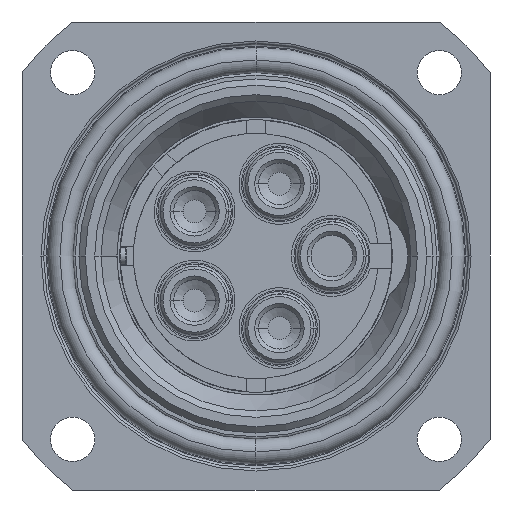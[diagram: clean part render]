
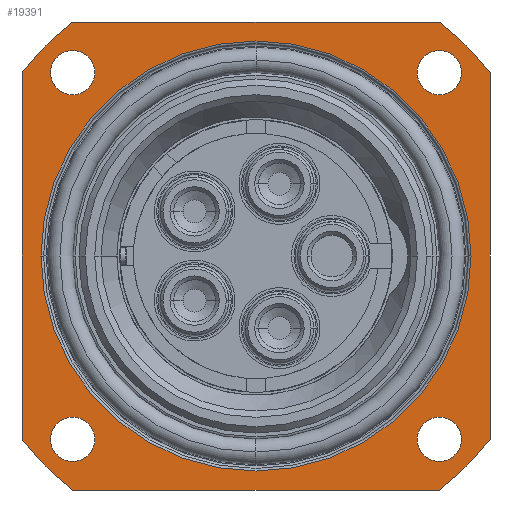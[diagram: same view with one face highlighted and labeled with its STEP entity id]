
A CAD part, left-side view. The second image highlights one B-rep face of the part: STEP entity #19391.
In plain terms, the highlighted planar face has unit normal (-1, 0, 0).
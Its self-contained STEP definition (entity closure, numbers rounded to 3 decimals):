
#986=CARTESIAN_POINT('',(-2.5,0.,0.));
#987=DIRECTION('',(1.,0.,0.));
#988=DIRECTION('',(0.,1.,0.));
#989=AXIS2_PLACEMENT_3D('',#986,#987,#988);
#1001=DIRECTION('',(0.,0.,-1.));
#1002=VECTOR('',#1001,28.983);
#1003=CARTESIAN_POINT('',(-2.5,18.5,14.491));
#1004=LINE('1823',#1003,#1002);
#1005=CARTESIAN_POINT('',(-2.5,0.,0.));
#1006=DIRECTION('',(1.,0.,0.));
#1007=DIRECTION('',(0.,0.787,0.617));
#1008=AXIS2_PLACEMENT_3D('',#1005,#1006,#1007);
#1010=DIRECTION('',(0.,1.,0.));
#1011=VECTOR('',#1010,28.983);
#1012=CARTESIAN_POINT('',(-2.5,-14.491,18.5));
#1013=LINE('1826',#1012,#1011);
#1014=CARTESIAN_POINT('',(-2.5,0.,0.));
#1015=DIRECTION('',(1.,0.,0.));
#1016=DIRECTION('',(0.,-0.617,0.787));
#1017=AXIS2_PLACEMENT_3D('',#1014,#1015,#1016);
#1019=DIRECTION('',(0.,0.,1.));
#1020=VECTOR('',#1019,28.983);
#1021=CARTESIAN_POINT('',(-2.5,-18.5,-14.491));
#1022=LINE('1825',#1021,#1020);
#1023=CARTESIAN_POINT('',(-2.5,0.,0.));
#1024=DIRECTION('',(-1.,0.,0.));
#1025=DIRECTION('',(0.,-0.617,-0.787));
#1026=AXIS2_PLACEMENT_3D('',#1023,#1024,#1025);
#1028=DIRECTION('',(0.,-1.,0.));
#1029=VECTOR('',#1028,28.983);
#1030=CARTESIAN_POINT('',(-2.5,14.491,-18.5));
#1031=LINE('1824',#1030,#1029);
#1032=CARTESIAN_POINT('',(-2.5,0.,0.));
#1033=DIRECTION('',(-1.,0.,0.));
#1034=DIRECTION('',(0.,0.787,-0.617));
#1035=AXIS2_PLACEMENT_3D('',#1032,#1033,#1034);
#1037=CARTESIAN_POINT('',(-2.5,14.496,-14.496));
#1038=DIRECTION('',(-1.,0.,0.));
#1039=DIRECTION('',(0.,-1.,0.));
#1040=AXIS2_PLACEMENT_3D('',#1037,#1038,#1039);
#1042=CARTESIAN_POINT('',(-2.5,14.496,-14.496));
#1043=DIRECTION('',(-1.,0.,0.));
#1044=DIRECTION('',(0.,1.,0.));
#1045=AXIS2_PLACEMENT_3D('',#1042,#1043,#1044);
#1047=CARTESIAN_POINT('',(-2.5,14.496,14.496));
#1048=DIRECTION('',(-1.,0.,0.));
#1049=DIRECTION('',(0.,-1.,0.));
#1050=AXIS2_PLACEMENT_3D('',#1047,#1048,#1049);
#1052=CARTESIAN_POINT('',(-2.5,14.496,14.496));
#1053=DIRECTION('',(-1.,0.,0.));
#1054=DIRECTION('',(0.,1.,0.));
#1055=AXIS2_PLACEMENT_3D('',#1052,#1053,#1054);
#1057=CARTESIAN_POINT('',(-2.5,-14.496,14.496));
#1058=DIRECTION('',(-1.,0.,0.));
#1059=DIRECTION('',(0.,-1.,0.));
#1060=AXIS2_PLACEMENT_3D('',#1057,#1058,#1059);
#1062=CARTESIAN_POINT('',(-2.5,-14.496,14.496));
#1063=DIRECTION('',(-1.,0.,0.));
#1064=DIRECTION('',(0.,1.,0.));
#1065=AXIS2_PLACEMENT_3D('',#1062,#1063,#1064);
#1067=CARTESIAN_POINT('',(-2.5,-14.496,-14.496));
#1068=DIRECTION('',(-1.,0.,0.));
#1069=DIRECTION('',(0.,-1.,0.));
#1070=AXIS2_PLACEMENT_3D('',#1067,#1068,#1069);
#1072=CARTESIAN_POINT('',(-2.5,-14.496,-14.496));
#1073=DIRECTION('',(-1.,0.,0.));
#1074=DIRECTION('',(0.,1.,0.));
#1075=AXIS2_PLACEMENT_3D('',#1072,#1073,#1074);
#12707=CARTESIAN_POINT('',(-2.5,0.,0.));
#12708=DIRECTION('',(1.,0.,0.));
#12709=DIRECTION('',(0.,-1.,0.));
#12710=AXIS2_PLACEMENT_3D('',#12707,#12708,#12709);
#15278=CARTESIAN_POINT('',(-2.5,18.5,14.491));
#15279=VERTEX_POINT('',#15278);
#15280=CARTESIAN_POINT('',(-2.5,-18.5,14.491));
#15281=VERTEX_POINT('',#15280);
#15282=CARTESIAN_POINT('',(-2.5,14.491,18.5));
#15283=VERTEX_POINT('',#15282);
#15284=CARTESIAN_POINT('',(-2.5,-14.491,18.5));
#15285=VERTEX_POINT('',#15284);
#15286=CARTESIAN_POINT('',(-2.5,18.5,-14.491));
#15287=VERTEX_POINT('',#15286);
#15288=CARTESIAN_POINT('',(-2.5,14.491,-18.5));
#15289=CARTESIAN_POINT('',(-2.5,-14.491,-18.5));
#15290=VERTEX_POINT('',#15288);
#15291=VERTEX_POINT('',#15289);
#15292=CARTESIAN_POINT('',(-2.5,-18.5,-14.491));
#15293=VERTEX_POINT('',#15292);
#15298=CARTESIAN_POINT('',(-2.5,12.746,-14.496));
#15299=CARTESIAN_POINT('',(-2.5,16.246,-14.496));
#15300=VERTEX_POINT('',#15298);
#15301=VERTEX_POINT('',#15299);
#15306=CARTESIAN_POINT('',(-2.5,12.746,14.496));
#15307=CARTESIAN_POINT('',(-2.5,16.246,14.496));
#15308=VERTEX_POINT('',#15306);
#15309=VERTEX_POINT('',#15307);
#15314=CARTESIAN_POINT('',(-2.5,-16.246,14.496));
#15315=CARTESIAN_POINT('',(-2.5,-12.746,14.496));
#15316=VERTEX_POINT('',#15314);
#15317=VERTEX_POINT('',#15315);
#15322=CARTESIAN_POINT('',(-2.5,-16.246,-14.496));
#15323=CARTESIAN_POINT('',(-2.5,-12.746,-14.496));
#15324=VERTEX_POINT('',#15322);
#15325=VERTEX_POINT('',#15323);
#15350=CARTESIAN_POINT('',(-2.5,17.,0.));
#15351=CARTESIAN_POINT('',(-2.5,-17.,0.));
#15352=VERTEX_POINT('',#15350);
#15353=VERTEX_POINT('',#15351);
#19339=CARTESIAN_POINT('',(-2.5,0.,0.));
#19340=DIRECTION('',(1.,0.,0.));
#19341=DIRECTION('',(0.,-1.,0.));
#19342=AXIS2_PLACEMENT_3D('',#19339,#19340,#19341);
#19343=PLANE('323',#19342);
#19345=ORIENTED_EDGE('1823',*,*,#19344,.F.);
#19347=ORIENTED_EDGE('1833',*,*,#19346,.T.);
#19349=ORIENTED_EDGE('1826',*,*,#19348,.F.);
#19351=ORIENTED_EDGE('1834',*,*,#19350,.T.);
#19353=ORIENTED_EDGE('1825',*,*,#19352,.F.);
#19355=ORIENTED_EDGE('1838',*,*,#19354,.F.);
#19357=ORIENTED_EDGE('1824',*,*,#19356,.F.);
#19359=ORIENTED_EDGE('1837',*,*,#19358,.F.);
#19360=EDGE_LOOP('323',(#19345,#19347,#19349,#19351,#19353,#19355,#19357,
#19359));
#19361=FACE_OUTER_BOUND('323',#19360,.F.);
#19363=ORIENTED_EDGE('1841',*,*,#19362,.T.);
#19365=ORIENTED_EDGE('1842',*,*,#19364,.T.);
#19366=EDGE_LOOP('323',(#19363,#19365));
#19367=FACE_BOUND('323',#19366,.F.);
#19369=ORIENTED_EDGE('1847',*,*,#19368,.T.);
#19371=ORIENTED_EDGE('1848',*,*,#19370,.T.);
#19372=EDGE_LOOP('323',(#19369,#19371));
#19373=FACE_BOUND('323',#19372,.F.);
#19375=ORIENTED_EDGE('1853',*,*,#19374,.T.);
#19377=ORIENTED_EDGE('1854',*,*,#19376,.T.);
#19378=EDGE_LOOP('323',(#19375,#19377));
#19379=FACE_BOUND('323',#19378,.F.);
#19381=ORIENTED_EDGE('1859',*,*,#19380,.T.);
#19383=ORIENTED_EDGE('1860',*,*,#19382,.T.);
#19384=EDGE_LOOP('323',(#19381,#19383));
#19385=FACE_BOUND('323',#19384,.F.);
#19386=ORIENTED_EDGE('1879',*,*,#19322,.F.);
#19388=ORIENTED_EDGE('1881',*,*,#19387,.F.);
#19389=EDGE_LOOP('323',(#19386,#19388));
#19390=FACE_BOUND('323',#19389,.F.);
#990=CIRCLE('1879',#989,17.);
#1009=CIRCLE('1833',#1008,23.5);
#1018=CIRCLE('1834',#1017,23.5);
#1027=CIRCLE('1838',#1026,23.5);
#1036=CIRCLE('1837',#1035,23.5);
#1041=CIRCLE('1841',#1040,1.75);
#1046=CIRCLE('1842',#1045,1.75);
#1051=CIRCLE('1847',#1050,1.75);
#1056=CIRCLE('1848',#1055,1.75);
#1061=CIRCLE('1853',#1060,1.75);
#1066=CIRCLE('1854',#1065,1.75);
#1071=CIRCLE('1859',#1070,1.75);
#1076=CIRCLE('1860',#1075,1.75);
#12711=CIRCLE('1881',#12710,17.);
#19322=EDGE_CURVE('1879',#15352,#15353,#990,.T.);
#19344=EDGE_CURVE('1823',#15279,#15287,#1004,.T.);
#19346=EDGE_CURVE('1833',#15279,#15283,#1009,.T.);
#19348=EDGE_CURVE('1826',#15285,#15283,#1013,.T.);
#19350=EDGE_CURVE('1834',#15285,#15281,#1018,.T.);
#19352=EDGE_CURVE('1825',#15293,#15281,#1022,.T.);
#19354=EDGE_CURVE('1838',#15291,#15293,#1027,.T.);
#19356=EDGE_CURVE('1824',#15290,#15291,#1031,.T.);
#19358=EDGE_CURVE('1837',#15287,#15290,#1036,.T.);
#19362=EDGE_CURVE('1841',#15300,#15301,#1041,.T.);
#19364=EDGE_CURVE('1842',#15301,#15300,#1046,.T.);
#19368=EDGE_CURVE('1847',#15308,#15309,#1051,.T.);
#19370=EDGE_CURVE('1848',#15309,#15308,#1056,.T.);
#19374=EDGE_CURVE('1853',#15316,#15317,#1061,.T.);
#19376=EDGE_CURVE('1854',#15317,#15316,#1066,.T.);
#19380=EDGE_CURVE('1859',#15324,#15325,#1071,.T.);
#19382=EDGE_CURVE('1860',#15325,#15324,#1076,.T.);
#19387=EDGE_CURVE('1881',#15353,#15352,#12711,.T.);
#19391=ADVANCED_FACE('323',(#19361,#19367,#19373,#19379,#19385,#19390),#19343,
.F.);
